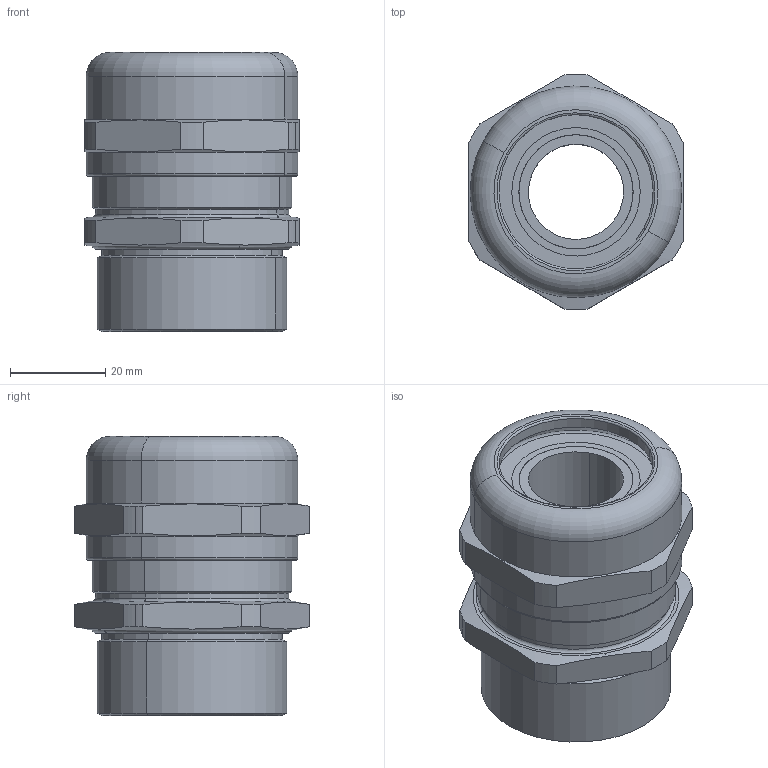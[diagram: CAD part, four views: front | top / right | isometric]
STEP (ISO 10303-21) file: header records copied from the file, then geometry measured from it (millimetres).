
FILE_DESCRIPTION(('CATIA V5R24 STEP','CAx-IF Rec.Pracs.--- Model Styling and Organization---1.2---2011-12-15'),'2;1');
FILE_NAME ('D1452096_0_1460090000_1460090000.stp','2018-05-24T06:43:35+00:00',('none'),('Weidmueller'),'CATIA Version 5-6 Release 2014 SP4 HF52','CATIA V5 STEP AP214','none');
FILE_SCHEMA(('AUTOMOTIVE_DESIGN { 1 0 10303 214 1 1 1 1 }'));
Length unit declared in the file: millimetre
Products named in the file (1): 1460090000_VG_M40_EXE_MS
Bounding box: 45 x 49.48 x 58.65 mm (x, y, z)
Volume: 49066 mm3; surface area: 36301.1 mm2
Topology: 4 solids, 4 shells, 127 faces, 286 edges, 180 vertices
Faces by surface type: cylinder 58, plane 33, cone 20, torus 16
Entity records: 3317 total; most frequent: CARTESIAN_POINT 756, ORIENTED_EDGE 572, DIRECTION 384, EDGE_CURVE 286, AXIS2_PLACEMENT_3D 230, VERTEX_POINT 180, CIRCLE 164, EDGE_LOOP 148
